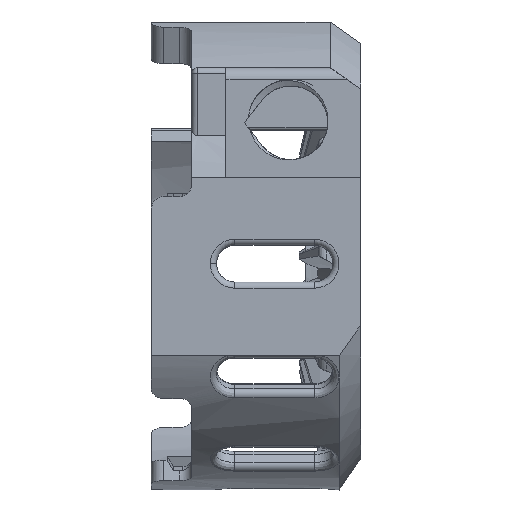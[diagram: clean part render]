
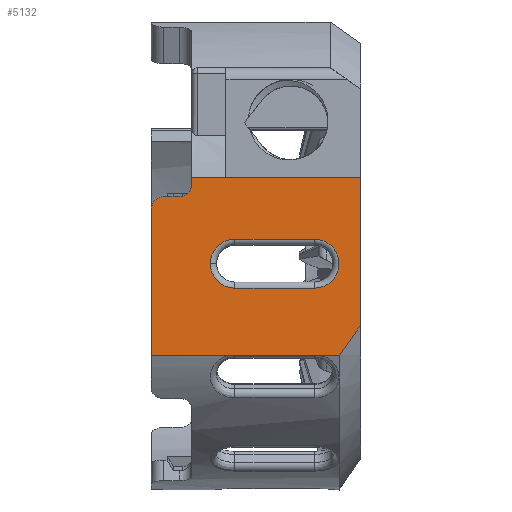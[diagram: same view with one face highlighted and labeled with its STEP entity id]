
A CAD part, front view. The second image highlights one B-rep face of the part: STEP entity #5132.
In plain terms, the highlighted planar face has unit normal (0, -1, 0).
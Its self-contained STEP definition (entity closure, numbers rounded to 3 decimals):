
#188 = DIRECTION ( 'NONE',  ( -1., 0., 0. ) ) ;
#245 = VECTOR ( 'NONE', #21933, 1000. ) ;
#351 = ORIENTED_EDGE ( 'NONE', *, *, #15914, .F. ) ;
#395 = EDGE_CURVE ( 'NONE', #10829, #21418, #7965, .T. ) ;
#427 = CARTESIAN_POINT ( 'NONE',  ( -20.148, -37.3, 8.835 ) ) ;
#464 = VERTEX_POINT ( 'NONE', #2146 ) ;
#828 = VERTEX_POINT ( 'NONE', #5351 ) ;
#1073 = FACE_BOUND ( 'NONE', #3650, .T. ) ;
#1105 = VECTOR ( 'NONE', #14223, 1000. ) ;
#1381 = EDGE_CURVE ( 'NONE', #828, #12219, #18992, .T. ) ;
#1480 = LINE ( 'NONE', #8579, #1105 ) ;
#2146 = CARTESIAN_POINT ( 'NONE',  ( -10.5, -37.3, 0. ) ) ;
#2257 = VERTEX_POINT ( 'NONE', #16167 ) ;
#2289 = DIRECTION ( 'NONE',  ( -1., 0., 0. ) ) ;
#2580 = VECTOR ( 'NONE', #16283, 1000. ) ;
#2727 = EDGE_CURVE ( 'NONE', #464, #5535, #4444, .T. ) ;
#2965 = CARTESIAN_POINT ( 'NONE',  ( 6.5, -37.3, 0. ) ) ;
#3466 = CARTESIAN_POINT ( 'NONE',  ( 14.052, -37.3, 14. ) ) ;
#3650 = EDGE_LOOP ( 'NONE', ( #8905, #19777, #4176, #8751, #22244 ) ) ;
#3882 = DIRECTION ( 'NONE',  ( 0., 1., 0. ) ) ;
#4175 = CARTESIAN_POINT ( 'NONE',  ( -20.148, -37.3, 14. ) ) ;
#4176 = ORIENTED_EDGE ( 'NONE', *, *, #15279, .T. ) ;
#4444 = CIRCLE ( 'NONE', #21267, 4. ) ;
#4836 = VERTEX_POINT ( 'NONE', #9900 ) ;
#4874 = DIRECTION ( 'NONE',  ( -1., 0., 0. ) ) ;
#5041 = VECTOR ( 'NONE', #6415, 1000. ) ;
#5132 = ADVANCED_FACE ( 'NONE', ( #1073, #14062 ), #10137, .F. ) ;
#5351 = CARTESIAN_POINT ( 'NONE',  ( -13.548, -37.3, 14. ) ) ;
#5379 = VECTOR ( 'NONE', #5978, 1000. ) ;
#5535 = VERTEX_POINT ( 'NONE', #21611 ) ;
#5748 = DIRECTION ( 'NONE',  ( 1., 0., 0. ) ) ;
#5837 = CARTESIAN_POINT ( 'NONE',  ( 14.052, -37.3, -10. ) ) ;
#5978 = DIRECTION ( 'NONE',  ( 0., 0., 1. ) ) ;
#5999 = AXIS2_PLACEMENT_3D ( 'NONE', #21421, #8541, #4874 ) ;
#6014 = VERTEX_POINT ( 'NONE', #13102 ) ;
#6063 = CARTESIAN_POINT ( 'NONE',  ( -20.148, -37.3, 10.055 ) ) ;
#6297 = CARTESIAN_POINT ( 'NONE',  ( -18.148, -37.3, 10.919 ) ) ;
#6415 = DIRECTION ( 'NONE',  ( 0., 0., -1. ) ) ;
#6497 = DIRECTION ( 'NONE',  ( -1., 0., 0. ) ) ;
#6660 = CARTESIAN_POINT ( 'NONE',  ( -20.148, -37.3, -15. ) ) ;
#6871 = AXIS2_PLACEMENT_3D ( 'NONE', #2965, #10419, #6497 ) ;
#6893 = EDGE_CURVE ( 'NONE', #21418, #6014, #15796, .T. ) ;
#6981 = DIRECTION ( 'NONE',  ( 0.574, 0., 0.819 ) ) ;
#6984 = CARTESIAN_POINT ( 'NONE',  ( -6.5, -37.3, -4. ) ) ;
#7012 = VERTEX_POINT ( 'NONE', #13975 ) ;
#7030 = CARTESIAN_POINT ( 'NONE',  ( -13.548, -37.3, 13.002 ) ) ;
#7050 = EDGE_CURVE ( 'NONE', #7012, #9085, #15098, .T. ) ;
#7702 = CARTESIAN_POINT ( 'NONE',  ( -20.148, -37.3, -15. ) ) ;
#7915 = CARTESIAN_POINT ( 'NONE',  ( -20.148, -37.3, -15. ) ) ;
#7965 =( BOUNDED_CURVE ( )  B_SPLINE_CURVE ( 3, ( #7030, #14517, #21997, #12668 ),
 .UNSPECIFIED., .F., .T. ) 
 B_SPLINE_CURVE_WITH_KNOTS ( ( 4, 4 ),
 ( 1.571, 3.142 ),
 .UNSPECIFIED. ) 
 CURVE ( )  GEOMETRIC_REPRESENTATION_ITEM ( )  RATIONAL_B_SPLINE_CURVE ( ( 1., 0.805, 0.805, 1. ) ) 
 REPRESENTATION_ITEM ( '' )  );
#8541 = DIRECTION ( 'NONE',  ( 0., 1., 0. ) ) ;
#8579 = CARTESIAN_POINT ( 'NONE',  ( -13.548, -37.3, 14. ) ) ;
#8584 = CARTESIAN_POINT ( 'NONE',  ( 10.551, -37.3, -15. ) ) ;
#8751 = ORIENTED_EDGE ( 'NONE', *, *, #2727, .T. ) ;
#8905 = ORIENTED_EDGE ( 'NONE', *, *, #7050, .T. ) ;
#9080 = LINE ( 'NONE', #15291, #5379 ) ;
#9085 = VERTEX_POINT ( 'NONE', #21844 ) ;
#9437 = EDGE_CURVE ( 'NONE', #5535, #7012, #17402, .T. ) ;
#9900 = CARTESIAN_POINT ( 'NONE',  ( 10.551, -37.3, -15. ) ) ;
#10137 = PLANE ( 'NONE',  #5999 ) ;
#10159 = CARTESIAN_POINT ( 'NONE',  ( -20.148, -37.3, 10.919 ) ) ;
#10419 = DIRECTION ( 'NONE',  ( 0., 1., 0. ) ) ;
#10501 = ORIENTED_EDGE ( 'NONE', *, *, #14091, .T. ) ;
#10584 = LINE ( 'NONE', #6660, #5041 ) ;
#10645 = LINE ( 'NONE', #18124, #245 ) ;
#10774 = ORIENTED_EDGE ( 'NONE', *, *, #12395, .T. ) ;
#10781 = LINE ( 'NONE', #8584, #17163 ) ;
#10829 = VERTEX_POINT ( 'NONE', #23662 ) ;
#12083 = VERTEX_POINT ( 'NONE', #5837 ) ;
#12092 = AXIS2_PLACEMENT_3D ( 'NONE', #23987, #20308, #188 ) ;
#12219 = VERTEX_POINT ( 'NONE', #3466 ) ;
#12395 = EDGE_CURVE ( 'NONE', #4836, #12083, #10781, .T. ) ;
#12668 = CARTESIAN_POINT ( 'NONE',  ( -15.548, -37.3, 10.919 ) ) ;
#13102 = CARTESIAN_POINT ( 'NONE',  ( -18.148, -37.3, 10.919 ) ) ;
#13182 = VERTEX_POINT ( 'NONE', #7915 ) ;
#13605 = ORIENTED_EDGE ( 'NONE', *, *, #395, .T. ) ;
#13975 = CARTESIAN_POINT ( 'NONE',  ( 6.5, -37.3, 4. ) ) ;
#14062 = FACE_OUTER_BOUND ( 'NONE', #20664, .T. ) ;
#14091 = EDGE_CURVE ( 'NONE', #2257, #13182, #10584, .T. ) ;
#14223 = DIRECTION ( 'NONE',  ( 0., 0., 1. ) ) ;
#14517 = CARTESIAN_POINT ( 'NONE',  ( -13.548, -37.3, 11.782 ) ) ;
#14813 = EDGE_CURVE ( 'NONE', #13182, #4836, #22543, .T. ) ;
#15098 = CIRCLE ( 'NONE', #6871, 4. ) ;
#15118 = ORIENTED_EDGE ( 'NONE', *, *, #6893, .T. ) ;
#15279 = EDGE_CURVE ( 'NONE', #20361, #464, #22682, .T. ) ;
#15291 = CARTESIAN_POINT ( 'NONE',  ( 14.052, -37.3, 14. ) ) ;
#15796 = LINE ( 'NONE', #10159, #2580 ) ;
#15914 = EDGE_CURVE ( 'NONE', #10829, #828, #1480, .T. ) ;
#16167 = CARTESIAN_POINT ( 'NONE',  ( -20.148, -37.3, 8.835 ) ) ;
#16283 = DIRECTION ( 'NONE',  ( -1., 0., 0. ) ) ;
#16314 = VECTOR ( 'NONE', #19237, 1000. ) ;
#17163 = VECTOR ( 'NONE', #6981, 1000. ) ;
#17402 = LINE ( 'NONE', #23392, #16314 ) ;
#17888 = ORIENTED_EDGE ( 'NONE', *, *, #1381, .F. ) ;
#18124 = CARTESIAN_POINT ( 'NONE',  ( -6.5, -37.3, -4. ) ) ;
#18992 = LINE ( 'NONE', #4175, #23211 ) ;
#19173 = CARTESIAN_POINT ( 'NONE',  ( -19.319, -37.3, 10.919 ) ) ;
#19237 = DIRECTION ( 'NONE',  ( 1., 0., 0. ) ) ;
#19777 = ORIENTED_EDGE ( 'NONE', *, *, #23215, .T. ) ;
#20093 =( BOUNDED_CURVE ( )  B_SPLINE_CURVE ( 3, ( #6297, #19173, #6063, #427 ),
 .UNSPECIFIED., .F., .T. ) 
 B_SPLINE_CURVE_WITH_KNOTS ( ( 4, 4 ),
 ( 0., 1.571 ),
 .UNSPECIFIED. ) 
 CURVE ( )  GEOMETRIC_REPRESENTATION_ITEM ( )  RATIONAL_B_SPLINE_CURVE ( ( 1., 0.805, 0.805, 1. ) ) 
 REPRESENTATION_ITEM ( '' )  );
#20308 = DIRECTION ( 'NONE',  ( 0., 1., 0. ) ) ;
#20361 = VERTEX_POINT ( 'NONE', #6984 ) ;
#20664 = EDGE_LOOP ( 'NONE', ( #15118, #20993, #10501, #22116, #10774, #23812, #17888, #351, #13605 ) ) ;
#20959 = DIRECTION ( 'NONE',  ( 1., 0., 0. ) ) ;
#20993 = ORIENTED_EDGE ( 'NONE', *, *, #23734, .T. ) ;
#21267 = AXIS2_PLACEMENT_3D ( 'NONE', #22747, #3882, #2289 ) ;
#21418 = VERTEX_POINT ( 'NONE', #21661 ) ;
#21421 = CARTESIAN_POINT ( 'NONE',  ( -20.148, -37.3, 14. ) ) ;
#21611 = CARTESIAN_POINT ( 'NONE',  ( -6.5, -37.3, 4. ) ) ;
#21661 = CARTESIAN_POINT ( 'NONE',  ( -15.548, -37.3, 10.919 ) ) ;
#21844 = CARTESIAN_POINT ( 'NONE',  ( 6.5, -37.3, -4. ) ) ;
#21933 = DIRECTION ( 'NONE',  ( -1., 0., 0. ) ) ;
#21997 = CARTESIAN_POINT ( 'NONE',  ( -14.376, -37.3, 10.919 ) ) ;
#22116 = ORIENTED_EDGE ( 'NONE', *, *, #14813, .T. ) ;
#22244 = ORIENTED_EDGE ( 'NONE', *, *, #9437, .T. ) ;
#22543 = LINE ( 'NONE', #7702, #23400 ) ;
#22682 = CIRCLE ( 'NONE', #12092, 4. ) ;
#22747 = CARTESIAN_POINT ( 'NONE',  ( -6.5, -37.3, 0. ) ) ;
#23211 = VECTOR ( 'NONE', #20959, 1000. ) ;
#23215 = EDGE_CURVE ( 'NONE', #9085, #20361, #10645, .T. ) ;
#23392 = CARTESIAN_POINT ( 'NONE',  ( 6.5, -37.3, 4. ) ) ;
#23400 = VECTOR ( 'NONE', #5748, 1000. ) ;
#23662 = CARTESIAN_POINT ( 'NONE',  ( -13.548, -37.3, 13.002 ) ) ;
#23734 = EDGE_CURVE ( 'NONE', #6014, #2257, #20093, .T. ) ;
#23812 = ORIENTED_EDGE ( 'NONE', *, *, #24190, .T. ) ;
#23987 = CARTESIAN_POINT ( 'NONE',  ( -6.5, -37.3, 0. ) ) ;
#24190 = EDGE_CURVE ( 'NONE', #12083, #12219, #9080, .T. ) ;
